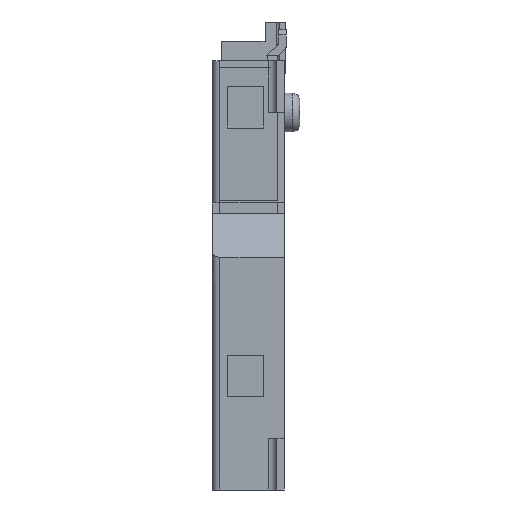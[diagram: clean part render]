
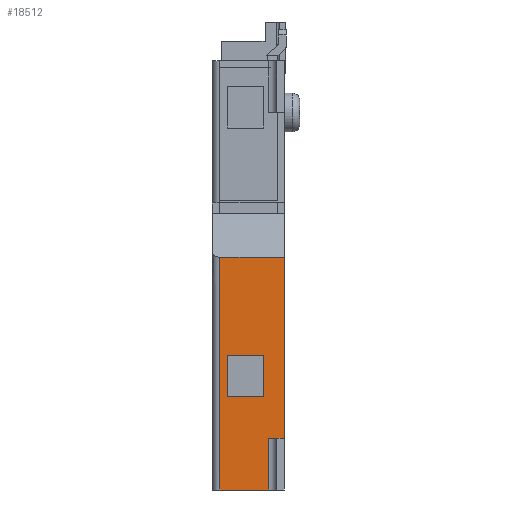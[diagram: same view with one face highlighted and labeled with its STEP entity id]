
A CAD part, left-side view. The second image highlights one B-rep face of the part: STEP entity #18512.
In plain terms, the highlighted planar face has unit normal (-1, 0, 0).
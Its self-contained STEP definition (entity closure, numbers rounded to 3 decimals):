
#415 = CARTESIAN_POINT ( 'NONE',  ( -13.1, 2.5, -8.3 ) ) ;
#557 = ORIENTED_EDGE ( 'NONE', *, *, #13231, .F. ) ;
#1415 = CARTESIAN_POINT ( 'NONE',  ( -13.1, 0.3, -8.3 ) ) ;
#1782 = VERTEX_POINT ( 'NONE', #1813 ) ;
#1813 = CARTESIAN_POINT ( 'NONE',  ( -13.1, 0., 0.7 ) ) ;
#2407 = ORIENTED_EDGE ( 'NONE', *, *, #2844, .F. ) ;
#2810 = LINE ( 'NONE', #10536, #11139 ) ;
#2844 = EDGE_CURVE ( 'NONE', #13271, #8792, #2810, .T. ) ;
#2963 = EDGE_CURVE ( 'NONE', #21589, #16876, #18376, .T. ) ;
#3200 = DIRECTION ( 'NONE',  ( 0., 1., 0. ) ) ;
#4192 = CARTESIAN_POINT ( 'NONE',  ( -13.1, 0.8, -4.7 ) ) ;
#4241 = ORIENTED_EDGE ( 'NONE', *, *, #8733, .F. ) ;
#4909 = VERTEX_POINT ( 'NONE', #19274 ) ;
#5035 = ORIENTED_EDGE ( 'NONE', *, *, #14570, .F. ) ;
#5043 = CARTESIAN_POINT ( 'NONE',  ( -13.1, 2.5, -8.3 ) ) ;
#5583 = LINE ( 'NONE', #5043, #14494 ) ;
#5883 = VERTEX_POINT ( 'NONE', #10455 ) ;
#6152 = LINE ( 'NONE', #15696, #10327 ) ;
#6373 = CARTESIAN_POINT ( 'NONE',  ( -13.1, 2.2, -4.7 ) ) ;
#6542 = LINE ( 'NONE', #21044, #15437 ) ;
#6590 = VECTOR ( 'NONE', #11051, 1000. ) ;
#6767 = LINE ( 'NONE', #6373, #15665 ) ;
#6779 = DIRECTION ( 'NONE',  ( 0., 1., 0. ) ) ;
#6959 = PLANE ( 'NONE',  #10684 ) ;
#7402 = EDGE_LOOP ( 'NONE', ( #19694, #18699, #11568, #5035, #9535, #19486 ) ) ;
#8185 = DIRECTION ( 'NONE',  ( 0., 0., -1. ) ) ;
#8651 = VECTOR ( 'NONE', #6779, 1000. ) ;
#8733 = EDGE_CURVE ( 'NONE', #5883, #4909, #6152, .T. ) ;
#8749 = CARTESIAN_POINT ( 'NONE',  ( -13.1, -0.2, -6.3 ) ) ;
#8767 = EDGE_CURVE ( 'NONE', #8783, #20564, #5583, .T. ) ;
#8783 = VERTEX_POINT ( 'NONE', #22929 ) ;
#8792 = VERTEX_POINT ( 'NONE', #12229 ) ;
#9535 = ORIENTED_EDGE ( 'NONE', *, *, #19060, .T. ) ;
#10327 = VECTOR ( 'NONE', #17511, 1000. ) ;
#10413 = DIRECTION ( 'NONE',  ( 0., 0., -1. ) ) ;
#10455 = CARTESIAN_POINT ( 'NONE',  ( -13.1, 0.8, -3.1 ) ) ;
#10536 = CARTESIAN_POINT ( 'NONE',  ( -13.1, 2.2, -4.7 ) ) ;
#10684 = AXIS2_PLACEMENT_3D ( 'NONE', #8749, #21118, #22983 ) ;
#11051 = DIRECTION ( 'NONE',  ( 0., 1., 0. ) ) ;
#11099 = CARTESIAN_POINT ( 'NONE',  ( -13.1, 0., -6.3 ) ) ;
#11139 = VECTOR ( 'NONE', #15899, 1000. ) ;
#11331 = EDGE_LOOP ( 'NONE', ( #557, #2407, #11706, #4241 ) ) ;
#11337 = LINE ( 'NONE', #19907, #6590 ) ;
#11568 = ORIENTED_EDGE ( 'NONE', *, *, #16363, .F. ) ;
#11706 = ORIENTED_EDGE ( 'NONE', *, *, #17743, .F. ) ;
#12229 = CARTESIAN_POINT ( 'NONE',  ( -13.1, 0.8, -4.7 ) ) ;
#12466 = VECTOR ( 'NONE', #3200, 1000. ) ;
#12534 = CARTESIAN_POINT ( 'NONE',  ( -13.1, 0.6, -6.3 ) ) ;
#12594 = FACE_BOUND ( 'NONE', #11331, .T. ) ;
#12662 = DIRECTION ( 'NONE',  ( 0., 0., 1. ) ) ;
#13231 = EDGE_CURVE ( 'NONE', #8792, #5883, #23017, .T. ) ;
#13271 = VERTEX_POINT ( 'NONE', #13314 ) ;
#13314 = CARTESIAN_POINT ( 'NONE',  ( -13.1, 2.2, -4.7 ) ) ;
#13651 = VECTOR ( 'NONE', #12662, 1000. ) ;
#13982 = DIRECTION ( 'NONE',  ( 0., 0., -1. ) ) ;
#13987 = EDGE_CURVE ( 'NONE', #21589, #20564, #21898, .T. ) ;
#14494 = VECTOR ( 'NONE', #10413, 1000. ) ;
#14570 = EDGE_CURVE ( 'NONE', #1782, #14723, #6542, .T. ) ;
#14723 = VERTEX_POINT ( 'NONE', #11099 ) ;
#15437 = VECTOR ( 'NONE', #13982, 1000. ) ;
#15665 = VECTOR ( 'NONE', #8185, 1000. ) ;
#15696 = CARTESIAN_POINT ( 'NONE',  ( -13.1, 2.2, -3.1 ) ) ;
#15899 = DIRECTION ( 'NONE',  ( 0., -1., 0. ) ) ;
#16363 = EDGE_CURVE ( 'NONE', #14723, #16876, #11337, .T. ) ;
#16876 = VERTEX_POINT ( 'NONE', #12534 ) ;
#17511 = DIRECTION ( 'NONE',  ( 0., 1., 0. ) ) ;
#17743 = EDGE_CURVE ( 'NONE', #4909, #13271, #6767, .T. ) ;
#18376 = LINE ( 'NONE', #19709, #13651 ) ;
#18432 = DIRECTION ( 'NONE',  ( 0., 0., 1. ) ) ;
#18512 = ADVANCED_FACE ( 'NONE', ( #12594, #22033 ), #6959, .F. ) ;
#18699 = ORIENTED_EDGE ( 'NONE', *, *, #2963, .T. ) ;
#18851 = VECTOR ( 'NONE', #18432, 1000. ) ;
#19060 = EDGE_CURVE ( 'NONE', #1782, #8783, #22850, .T. ) ;
#19274 = CARTESIAN_POINT ( 'NONE',  ( -13.1, 2.2, -3.1 ) ) ;
#19486 = ORIENTED_EDGE ( 'NONE', *, *, #8767, .T. ) ;
#19694 = ORIENTED_EDGE ( 'NONE', *, *, #13987, .F. ) ;
#19709 = CARTESIAN_POINT ( 'NONE',  ( -13.1, 0.6, -6.3 ) ) ;
#19907 = CARTESIAN_POINT ( 'NONE',  ( -13.1, -0.2, -6.3 ) ) ;
#20564 = VERTEX_POINT ( 'NONE', #415 ) ;
#21044 = CARTESIAN_POINT ( 'NONE',  ( -13.1, 0., 0. ) ) ;
#21118 = DIRECTION ( 'NONE',  ( 1., 0., 0. ) ) ;
#21589 = VERTEX_POINT ( 'NONE', #23087 ) ;
#21898 = LINE ( 'NONE', #1415, #12466 ) ;
#22033 = FACE_OUTER_BOUND ( 'NONE', #7402, .T. ) ;
#22728 = CARTESIAN_POINT ( 'NONE',  ( -13.1, -0.2, 0.7 ) ) ;
#22850 = LINE ( 'NONE', #22728, #8651 ) ;
#22929 = CARTESIAN_POINT ( 'NONE',  ( -13.1, 2.5, 0.7 ) ) ;
#22983 = DIRECTION ( 'NONE',  ( 0., 0., -1. ) ) ;
#23017 = LINE ( 'NONE', #4192, #18851 ) ;
#23087 = CARTESIAN_POINT ( 'NONE',  ( -13.1, 0.6, -8.3 ) ) ;
